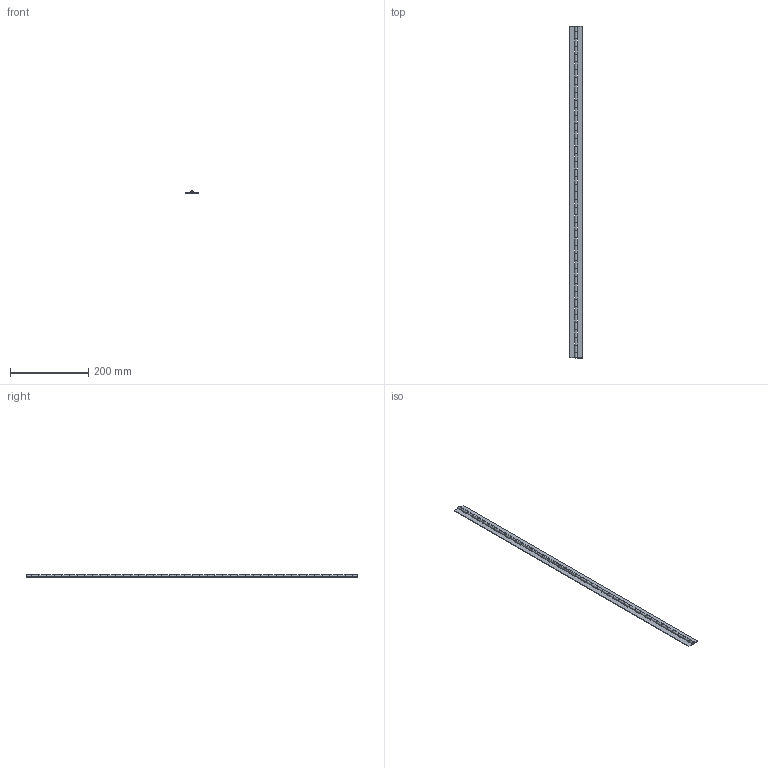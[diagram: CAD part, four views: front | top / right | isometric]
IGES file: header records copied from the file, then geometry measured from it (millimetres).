
Start section: SolidWorks IGES file using analytic representation for surfaces
Global section: file name: TH_76_3.IGS,15HSolidWorks; native system: 2015; preprocessor: SolidWorks 2015; author: Yoshitsune; date: 150522.101716; units: millimetre
Bounding box: 32 x 850 x 6.7 mm (x, y, z)
Surface area: 87583 mm2 (no closed solid volume)
Topology: 0 solids, 0 shells, 276 faces, 5728 edges, 5728 vertices
Faces by surface type: bspline 186, revolution 90
